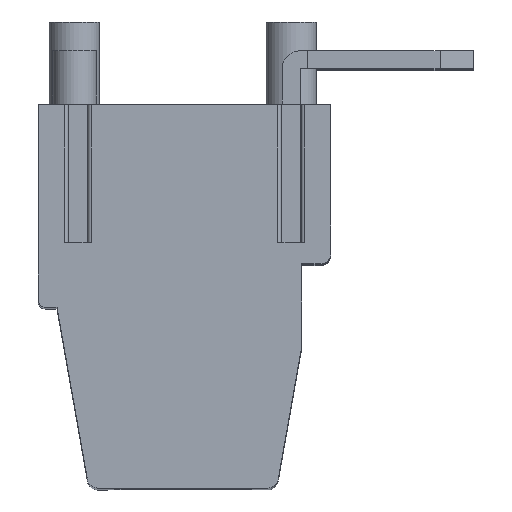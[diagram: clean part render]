
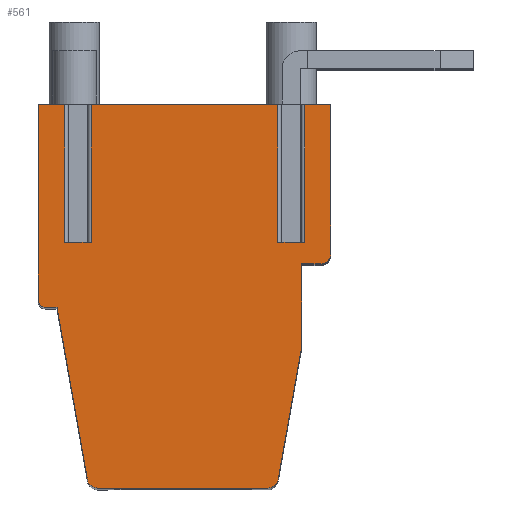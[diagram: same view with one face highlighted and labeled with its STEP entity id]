
A CAD part, top view. The second image highlights one B-rep face of the part: STEP entity #561.
In plain terms, the highlighted planar face has unit normal (0, 0, 1).
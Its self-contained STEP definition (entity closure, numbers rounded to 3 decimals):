
#561 = ADVANCED_FACE( '', ( #1359 ), #1360, .F. );
#1359 = FACE_OUTER_BOUND( '', #2403, .T. );
#1360 = PLANE( '', #2404 );
#2403 = EDGE_LOOP( '', ( #4033, #4034, #4035, #4036, #4037, #4038, #4039, #4040, #4041, #4042, #4043, #4044, #4045, #4046, #4047, #4048, #4049, #4050, #4051, #4052, #4053 ) );
#2404 = AXIS2_PLACEMENT_3D( '', #4054, #4055, #4056 );
#4033 = ORIENTED_EDGE( '', *, *, #6754, .T. );
#4034 = ORIENTED_EDGE( '', *, *, #6755, .T. );
#4035 = ORIENTED_EDGE( '', *, *, #6756, .T. );
#4036 = ORIENTED_EDGE( '', *, *, #6722, .T. );
#4037 = ORIENTED_EDGE( '', *, *, #6757, .T. );
#4038 = ORIENTED_EDGE( '', *, *, #6507, .F. );
#4039 = ORIENTED_EDGE( '', *, *, #6758, .T. );
#4040 = ORIENTED_EDGE( '', *, *, #6759, .T. );
#4041 = ORIENTED_EDGE( '', *, *, #6760, .T. );
#4042 = ORIENTED_EDGE( '', *, *, #6761, .F. );
#4043 = ORIENTED_EDGE( '', *, *, #6636, .T. );
#4044 = ORIENTED_EDGE( '', *, *, #6762, .T. );
#4045 = ORIENTED_EDGE( '', *, *, #6448, .T. );
#4046 = ORIENTED_EDGE( '', *, *, #6763, .T. );
#4047 = ORIENTED_EDGE( '', *, *, #6764, .T. );
#4048 = ORIENTED_EDGE( '', *, *, #6765, .F. );
#4049 = ORIENTED_EDGE( '', *, *, #6766, .F. );
#4050 = ORIENTED_EDGE( '', *, *, #6767, .T. );
#4051 = ORIENTED_EDGE( '', *, *, #6330, .T. );
#4052 = ORIENTED_EDGE( '', *, *, #6768, .T. );
#4053 = ORIENTED_EDGE( '', *, *, #6343, .T. );
#4054 = CARTESIAN_POINT( '', ( -134.048, 1.043, -27.5 ) );
#4055 = DIRECTION( '', ( 0., 0., -1. ) );
#4056 = DIRECTION( '', ( 0., -1., 0. ) );
#6330 = EDGE_CURVE( '', #7640, #7644, #7646, .T. );
#6343 = EDGE_CURVE( '', #7669, #7666, #7670, .F. );
#6448 = EDGE_CURVE( '', #7850, #7855, #7857, .T. );
#6507 = EDGE_CURVE( '', #7951, #7947, #7953, .T. );
#6636 = EDGE_CURVE( '', #8164, #8169, #8171, .T. );
#6722 = EDGE_CURVE( '', #8308, #8305, #8309, .F. );
#6754 = EDGE_CURVE( '', #7666, #8355, #8356, .T. );
#6755 = EDGE_CURVE( '', #8355, #8357, #8358, .T. );
#6756 = EDGE_CURVE( '', #8357, #8308, #8359, .T. );
#6757 = EDGE_CURVE( '', #8305, #7947, #8360, .T. );
#6758 = EDGE_CURVE( '', #7951, #8361, #8362, .T. );
#6759 = EDGE_CURVE( '', #8361, #8363, #8364, .T. );
#6760 = EDGE_CURVE( '', #8363, #8365, #8366, .T. );
#6761 = EDGE_CURVE( '', #8164, #8365, #8367, .T. );
#6762 = EDGE_CURVE( '', #8169, #7850, #8368, .T. );
#6763 = EDGE_CURVE( '', #7855, #8369, #8370, .T. );
#6764 = EDGE_CURVE( '', #8369, #8371, #8372, .T. );
#6765 = EDGE_CURVE( '', #8373, #8371, #8374, .T. );
#6766 = EDGE_CURVE( '', #8375, #8373, #8376, .T. );
#6767 = EDGE_CURVE( '', #8375, #7640, #8377, .T. );
#6768 = EDGE_CURVE( '', #7644, #7669, #8378, .T. );
#7640 = VERTEX_POINT( '', #9544 );
#7644 = VERTEX_POINT( '', #9549 );
#7646 = LINE( '', #9551, #9552 );
#7666 = VERTEX_POINT( '', #9578 );
#7669 = VERTEX_POINT( '', #9581 );
#7670 = LINE( '', #9582, #9583 );
#7850 = VERTEX_POINT( '', #9834 );
#7855 = VERTEX_POINT( '', #9841 );
#7857 = LINE( '', #9844, #9845 );
#7947 = VERTEX_POINT( '', #9977 );
#7951 = VERTEX_POINT( '', #9983 );
#7953 = LINE( '', #9986, #9987 );
#8164 = VERTEX_POINT( '', #10302 );
#8169 = VERTEX_POINT( '', #10309 );
#8171 = LINE( '', #10312, #10313 );
#8305 = VERTEX_POINT( '', #10506 );
#8308 = VERTEX_POINT( '', #10509 );
#8309 = LINE( '', #10510, #10511 );
#8355 = VERTEX_POINT( '', #10577 );
#8356 = LINE( '', #10578, #10579 );
#8357 = VERTEX_POINT( '', #10580 );
#8358 = LINE( '', #10581, #10582 );
#8359 = LINE( '', #10583, #10584 );
#8360 = LINE( '', #10585, #10586 );
#8361 = VERTEX_POINT( '', #10587 );
#8362 = CIRCLE( '', #10588, 0.198 );
#8363 = VERTEX_POINT( '', #10589 );
#8364 = LINE( '', #10590, #10591 );
#8365 = VERTEX_POINT( '', #10592 );
#8366 = LINE( '', #10593, #10594 );
#8367 = CIRCLE( '', #10595, 0.298 );
#8368 = CIRCLE( '', #10596, 0.298 );
#8369 = VERTEX_POINT( '', #10597 );
#8370 = LINE( '', #10598, #10599 );
#8371 = VERTEX_POINT( '', #10600 );
#8372 = LINE( '', #10601, #10602 );
#8373 = VERTEX_POINT( '', #10603 );
#8374 = CIRCLE( '', #10604, 0.298 );
#8375 = VERTEX_POINT( '', #10605 );
#8376 = LINE( '', #10606, #10607 );
#8377 = LINE( '', #10608, #10609 );
#8378 = LINE( '', #10610, #10611 );
#9544 = CARTESIAN_POINT( '', ( -130.68, 1.043, -27.5 ) );
#9549 = CARTESIAN_POINT( '', ( -130.68, -2.757, -27.5 ) );
#9551 = CARTESIAN_POINT( '', ( -130.68, 1.043, -27.5 ) );
#9552 = VECTOR( '', #12000, 1000. );
#9578 = CARTESIAN_POINT( '', ( -131.42, 1.043, -27.5 ) );
#9581 = CARTESIAN_POINT( '', ( -131.42, -2.757, -27.5 ) );
#9582 = CARTESIAN_POINT( '', ( -131.42, 1.043, -27.5 ) );
#9583 = VECTOR( '', #12016, 1000. );
#9834 = CARTESIAN_POINT( '', ( -131.401, -9.275, -27.5 ) );
#9841 = CARTESIAN_POINT( '', ( -130.764, -5.661, -27.5 ) );
#9844 = CARTESIAN_POINT( '', ( -131.405, -9.298, -27.5 ) );
#9845 = VECTOR( '', #12127, 1000. );
#9977 = CARTESIAN_POINT( '', ( -138.046, 1.043, -27.5 ) );
#9983 = CARTESIAN_POINT( '', ( -138.046, -4.355, -27.5 ) );
#9986 = CARTESIAN_POINT( '', ( -138.046, -4.355, -27.5 ) );
#9987 = VECTOR( '', #12176, 1000. );
#10302 = CARTESIAN_POINT( '', ( -136.398, -9.558, -27.5 ) );
#10309 = CARTESIAN_POINT( '', ( -131.698, -9.558, -27.5 ) );
#10312 = CARTESIAN_POINT( '', ( -136.398, -9.558, -27.5 ) );
#10313 = VECTOR( '', #12297, 1000. );
#10506 = CARTESIAN_POINT( '', ( -137.32, 1.043, -27.5 ) );
#10509 = CARTESIAN_POINT( '', ( -137.32, -2.757, -27.5 ) );
#10510 = CARTESIAN_POINT( '', ( -137.32, 1.043, -27.5 ) );
#10511 = VECTOR( '', #12380, 1000. );
#10577 = CARTESIAN_POINT( '', ( -136.58, 1.043, -27.5 ) );
#10578 = CARTESIAN_POINT( '', ( -134.048, 1.043, -27.5 ) );
#10579 = VECTOR( '', #12412, 1000. );
#10580 = CARTESIAN_POINT( '', ( -136.58, -2.757, -27.5 ) );
#10581 = CARTESIAN_POINT( '', ( -136.58, 1.043, -27.5 ) );
#10582 = VECTOR( '', #12413, 1000. );
#10583 = CARTESIAN_POINT( '', ( -136.63, -2.757, -27.5 ) );
#10584 = VECTOR( '', #12414, 1000. );
#10585 = CARTESIAN_POINT( '', ( -134.048, 1.043, -27.5 ) );
#10586 = VECTOR( '', #12415, 1000. );
#10587 = CARTESIAN_POINT( '', ( -137.848, -4.553, -27.5 ) );
#10588 = AXIS2_PLACEMENT_3D( '', #12416, #12417, #12418 );
#10589 = CARTESIAN_POINT( '', ( -137.527, -4.553, -27.5 ) );
#10590 = CARTESIAN_POINT( '', ( -137.848, -4.553, -27.5 ) );
#10591 = VECTOR( '', #12419, 1000. );
#10592 = CARTESIAN_POINT( '', ( -136.695, -9.275, -27.5 ) );
#10593 = CARTESIAN_POINT( '', ( -137.527, -4.553, -27.5 ) );
#10594 = VECTOR( '', #12420, 1000. );
#10595 = AXIS2_PLACEMENT_3D( '', #12421, #12422, #12423 );
#10596 = AXIS2_PLACEMENT_3D( '', #12424, #12425, #12426 );
#10597 = CARTESIAN_POINT( '', ( -130.764, -3.353, -27.5 ) );
#10598 = CARTESIAN_POINT( '', ( -130.764, -5.661, -27.5 ) );
#10599 = VECTOR( '', #12427, 1000. );
#10600 = CARTESIAN_POINT( '', ( -130.248, -3.353, -27.5 ) );
#10601 = CARTESIAN_POINT( '', ( -130.764, -3.353, -27.5 ) );
#10602 = VECTOR( '', #12428, 1000. );
#10603 = CARTESIAN_POINT( '', ( -129.95, -3.055, -27.5 ) );
#10604 = AXIS2_PLACEMENT_3D( '', #12429, #12430, #12431 );
#10605 = CARTESIAN_POINT( '', ( -129.95, 1.043, -27.5 ) );
#10606 = CARTESIAN_POINT( '', ( -129.95, 1.043, -27.5 ) );
#10607 = VECTOR( '', #12432, 1000. );
#10608 = CARTESIAN_POINT( '', ( -134.048, 1.043, -27.5 ) );
#10609 = VECTOR( '', #12433, 1000. );
#10610 = CARTESIAN_POINT( '', ( -130.73, -2.757, -27.5 ) );
#10611 = VECTOR( '', #12434, 1000. );
#12000 = DIRECTION( '', ( 0., -1., 0. ) );
#12016 = DIRECTION( '', ( 0., -1., 0. ) );
#12127 = DIRECTION( '', ( 0.174, 0.985, 0. ) );
#12176 = DIRECTION( '', ( 0., 1., 0. ) );
#12297 = DIRECTION( '', ( 1., 0., 0. ) );
#12380 = DIRECTION( '', ( 0., -1., 0. ) );
#12412 = DIRECTION( '', ( -1., 0., 0. ) );
#12413 = DIRECTION( '', ( 0., -1., 0. ) );
#12414 = DIRECTION( '', ( -1., 0., 0. ) );
#12415 = DIRECTION( '', ( -1., 0., 0. ) );
#12416 = CARTESIAN_POINT( '', ( -137.848, -4.355, -27.5 ) );
#12417 = DIRECTION( '', ( 0., 0., 1. ) );
#12418 = DIRECTION( '', ( -1., 0., 0. ) );
#12419 = DIRECTION( '', ( 1., 0., 0. ) );
#12420 = DIRECTION( '', ( 0.174, -0.985, 0. ) );
#12421 = CARTESIAN_POINT( '', ( -136.398, -9.26, -27.5 ) );
#12422 = DIRECTION( '', ( 0., 0., -1. ) );
#12423 = DIRECTION( '', ( 0., -1., 0. ) );
#12424 = CARTESIAN_POINT( '', ( -131.698, -9.26, -27.5 ) );
#12425 = DIRECTION( '', ( 0., 0., 1. ) );
#12426 = DIRECTION( '', ( 0., -1., 0. ) );
#12427 = DIRECTION( '', ( 0., 1., 0. ) );
#12428 = DIRECTION( '', ( 1., 0., 0. ) );
#12429 = CARTESIAN_POINT( '', ( -130.248, -3.055, -27.5 ) );
#12430 = DIRECTION( '', ( 0., 0., -1. ) );
#12431 = DIRECTION( '', ( 1., 0., 0. ) );
#12432 = DIRECTION( '', ( 0., -1., 0. ) );
#12433 = DIRECTION( '', ( -1., 0., 0. ) );
#12434 = DIRECTION( '', ( -1., 0., 0. ) );
